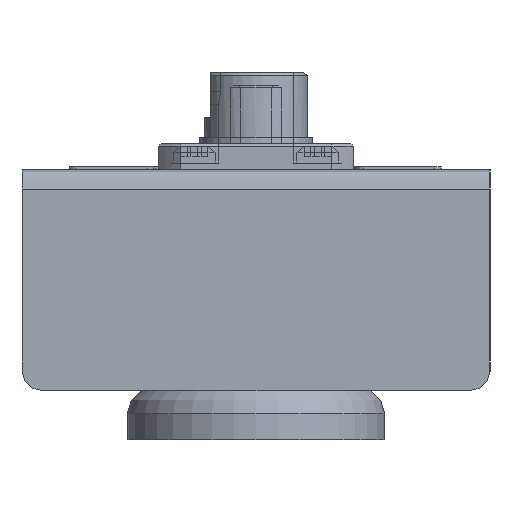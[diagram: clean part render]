
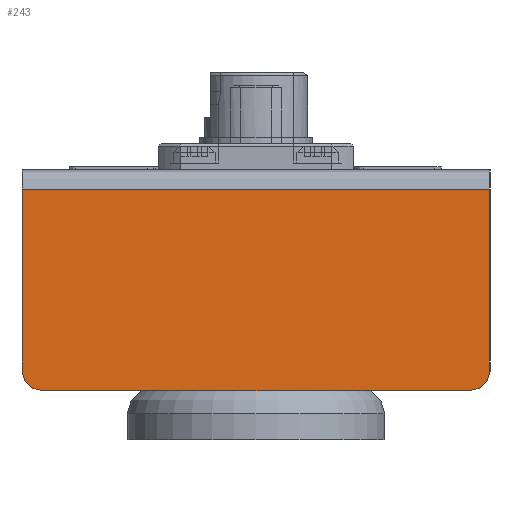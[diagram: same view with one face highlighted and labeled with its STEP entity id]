
A CAD part, left-side view. The second image highlights one B-rep face of the part: STEP entity #243.
In plain terms, the highlighted planar face has unit normal (-1, 0, 0).
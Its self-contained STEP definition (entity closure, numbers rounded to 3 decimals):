
#243 = ADVANCED_FACE( '', ( #676 ), #677, .F. );
#676 = FACE_OUTER_BOUND( '', #1364, .T. );
#677 = PLANE( '', #1365 );
#1364 = EDGE_LOOP( '', ( #2670, #2671, #2672, #2673, #2674, #2675 ) );
#1365 = AXIS2_PLACEMENT_3D( '', #2676, #2677, #2678 );
#2670 = ORIENTED_EDGE( '', *, *, #4330, .T. );
#2671 = ORIENTED_EDGE( '', *, *, #4331, .T. );
#2672 = ORIENTED_EDGE( '', *, *, #4332, .F. );
#2673 = ORIENTED_EDGE( '', *, *, #4333, .T. );
#2674 = ORIENTED_EDGE( '', *, *, #4334, .F. );
#2675 = ORIENTED_EDGE( '', *, *, #4335, .T. );
#2676 = CARTESIAN_POINT( '', ( -42., -18., -17. ) );
#2677 = DIRECTION( '', ( 1., 0., 0. ) );
#2678 = DIRECTION( '', ( 0., -1., 0. ) );
#4330 = EDGE_CURVE( '', #5021, #5022, #5023, .T. );
#4331 = EDGE_CURVE( '', #5022, #5024, #5025, .T. );
#4332 = EDGE_CURVE( '', #5026, #5024, #5027, .T. );
#4333 = EDGE_CURVE( '', #5026, #5028, #5029, .F. );
#4334 = EDGE_CURVE( '', #5030, #5028, #5031, .T. );
#4335 = EDGE_CURVE( '', #5030, #5021, #5032, .F. );
#5021 = VERTEX_POINT( '', #6035 );
#5022 = VERTEX_POINT( '', #6036 );
#5023 = LINE( '', #6037, #6038 );
#5024 = VERTEX_POINT( '', #6039 );
#5025 = LINE( '', #6040, #6041 );
#5026 = VERTEX_POINT( '', #6042 );
#5027 = LINE( '', #6043, #6044 );
#5028 = VERTEX_POINT( '', #6045 );
#5029 = CIRCLE( '', #6046, 1.5 );
#5030 = VERTEX_POINT( '', #6047 );
#5031 = LINE( '', #6048, #6049 );
#5032 = CIRCLE( '', #6050, 1.5 );
#6035 = CARTESIAN_POINT( '', ( -42., -18., -15.5 ) );
#6036 = CARTESIAN_POINT( '', ( -42., -18., -1.5 ) );
#6037 = CARTESIAN_POINT( '', ( -42., -18., -17. ) );
#6038 = VECTOR( '', #7551, 1000. );
#6039 = CARTESIAN_POINT( '', ( -42., 18., -1.5 ) );
#6040 = CARTESIAN_POINT( '', ( -42., -18., -1.5 ) );
#6041 = VECTOR( '', #7552, 1000. );
#6042 = CARTESIAN_POINT( '', ( -42., 18., -15.5 ) );
#6043 = CARTESIAN_POINT( '', ( -42., 18., -17. ) );
#6044 = VECTOR( '', #7553, 1000. );
#6045 = CARTESIAN_POINT( '', ( -42., 16.5, -17. ) );
#6046 = AXIS2_PLACEMENT_3D( '', #7554, #7555, #7556 );
#6047 = CARTESIAN_POINT( '', ( -42., -16.5, -17. ) );
#6048 = CARTESIAN_POINT( '', ( -42., -18., -17. ) );
#6049 = VECTOR( '', #7557, 1000. );
#6050 = AXIS2_PLACEMENT_3D( '', #7558, #7559, #7560 );
#7551 = DIRECTION( '', ( 0., 0., 1. ) );
#7552 = DIRECTION( '', ( 0., 1., 0. ) );
#7553 = DIRECTION( '', ( 0., 0., 1. ) );
#7554 = CARTESIAN_POINT( '', ( -42., 16.5, -15.5 ) );
#7555 = DIRECTION( '', ( 1., 0., 0. ) );
#7556 = DIRECTION( '', ( 0., 0., -1. ) );
#7557 = DIRECTION( '', ( 0., 1., 0. ) );
#7558 = CARTESIAN_POINT( '', ( -42., -16.5, -15.5 ) );
#7559 = DIRECTION( '', ( 1., 0., 0. ) );
#7560 = DIRECTION( '', ( 0., 0., -1. ) );
